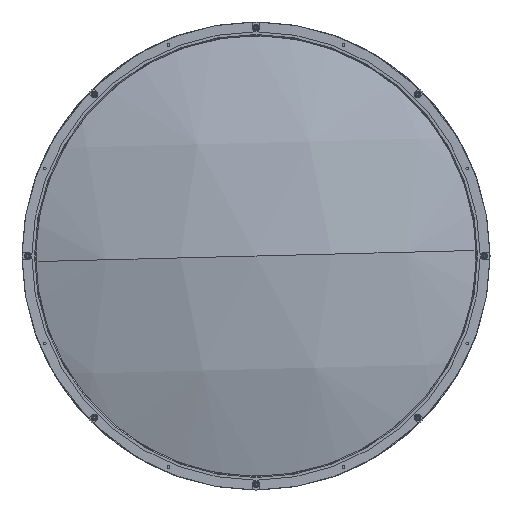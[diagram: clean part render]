
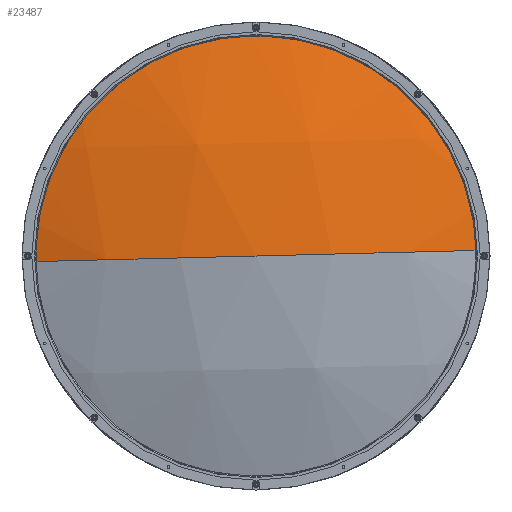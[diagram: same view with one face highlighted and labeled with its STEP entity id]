
A CAD part, left-side view. The second image highlights one B-rep face of the part: STEP entity #23487.
In plain terms, the highlighted spherical face has radius 625 mm.
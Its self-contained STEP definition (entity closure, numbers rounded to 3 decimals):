
#419 = DIRECTION ( 'NONE',  ( 0., 1., -0.025 ) ) ;
#2020 = CIRCLE ( 'NONE', #4289, 625. ) ;
#2046 = CARTESIAN_POINT ( 'NONE',  ( 31.576, 204.935, -5.173 ) ) ;
#2708 = DIRECTION ( 'NONE',  ( 0., 0.025, 1. ) ) ;
#3634 = EDGE_LOOP ( 'NONE', ( #14384, #22947, #14107 ) ) ;
#3681 = AXIS2_PLACEMENT_3D ( 'NONE', #22206, #11412, #419 ) ;
#4154 = AXIS2_PLACEMENT_3D ( 'NONE', #10229, #22831, #12069 ) ;
#4289 = AXIS2_PLACEMENT_3D ( 'NONE', #13666, #2708, #15471 ) ;
#4916 = VERTEX_POINT ( 'NONE', #2046 ) ;
#8200 = CARTESIAN_POINT ( 'NONE',  ( -3., 0., 0. ) ) ;
#8349 = CIRCLE ( 'NONE', #3681, 625. ) ;
#9650 = SPHERICAL_SURFACE ( 'NONE', #12716, 625. ) ;
#10102 = CARTESIAN_POINT ( 'NONE',  ( 31.576, -204.935, 5.173 ) ) ;
#10229 = CARTESIAN_POINT ( 'NONE',  ( 31.576, 0., 0. ) ) ;
#11412 = DIRECTION ( 'NONE',  ( 0., -0.025, -1. ) ) ;
#12069 = DIRECTION ( 'NONE',  ( 0., 0.025, 1. ) ) ;
#12716 = AXIS2_PLACEMENT_3D ( 'NONE', #20092, #12851, #21885 ) ;
#12851 = DIRECTION ( 'NONE',  ( 0., 0.025, 1. ) ) ;
#13246 = VERTEX_POINT ( 'NONE', #8200 ) ;
#13666 = CARTESIAN_POINT ( 'NONE',  ( 622., 0., 0. ) ) ;
#13938 = FACE_OUTER_BOUND ( 'NONE', #3634, .T. ) ;
#14107 = ORIENTED_EDGE ( 'NONE', *, *, #20342, .F. ) ;
#14351 = VERTEX_POINT ( 'NONE', #10102 ) ;
#14384 = ORIENTED_EDGE ( 'NONE', *, *, #20141, .T. ) ;
#15471 = DIRECTION ( 'NONE',  ( 0., -1., 0.025 ) ) ;
#20092 = CARTESIAN_POINT ( 'NONE',  ( 622., 0., 0. ) ) ;
#20095 = EDGE_CURVE ( 'NONE', #4916, #13246, #2020, .T. ) ;
#20141 = EDGE_CURVE ( 'NONE', #14351, #4916, #20787, .T. ) ;
#20342 = EDGE_CURVE ( 'NONE', #14351, #13246, #8349, .T. ) ;
#20787 = CIRCLE ( 'NONE', #4154, 205. ) ;
#21885 = DIRECTION ( 'NONE',  ( 0., -1., 0.025 ) ) ;
#22206 = CARTESIAN_POINT ( 'NONE',  ( 622., 0., 0. ) ) ;
#22831 = DIRECTION ( 'NONE',  ( -1., 0., 0. ) ) ;
#22947 = ORIENTED_EDGE ( 'NONE', *, *, #20095, .T. ) ;
#23487 = ADVANCED_FACE ( 'NONE', ( #13938 ), #9650, .T. ) ;
